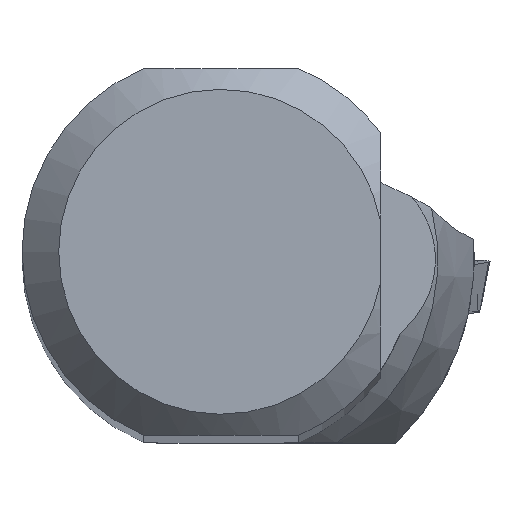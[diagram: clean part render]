
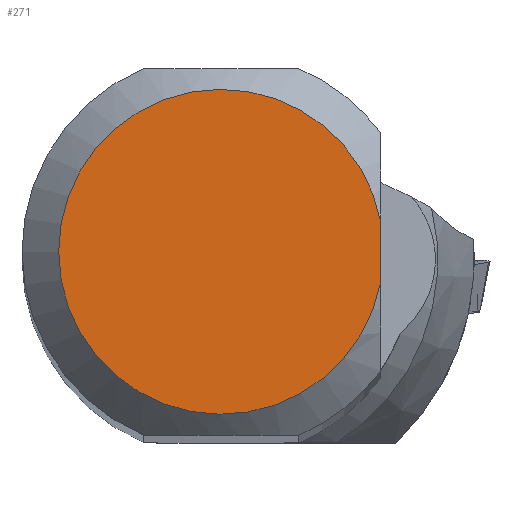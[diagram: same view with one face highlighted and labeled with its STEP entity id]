
A CAD part, top view. The second image highlights one B-rep face of the part: STEP entity #271.
In plain terms, the highlighted planar face has unit normal (0, 0, 1).
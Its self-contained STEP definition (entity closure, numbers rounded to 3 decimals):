
#198=CIRCLE('',#1408,10.191);
#271=ADVANCED_FACE('',(#375),#335,.F.);
#335=PLANE('',#1409);
#375=FACE_OUTER_BOUND('',#445,.T.);
#445=EDGE_LOOP('',(#582,#583));
#582=ORIENTED_EDGE('',*,*,#1064,.F.);
#583=ORIENTED_EDGE('',*,*,#1065,.F.);
#928=VERTEX_POINT('',#2029);
#929=VERTEX_POINT('',#2030);
#1064=EDGE_CURVE('',#928,#929,#1217,.T.);
#1065=EDGE_CURVE('',#929,#928,#198,.T.);
#1217=LINE('',#2028,#1308);
#1308=VECTOR('',#1588,1.);
#1408=AXIS2_PLACEMENT_3D('',#2031,#1589,#1590);
#1409=AXIS2_PLACEMENT_3D('',#2032,#1591,#1592);
#1588=DIRECTION('',(0.,-1.,0.));
#1589=DIRECTION('',(0.,0.,-1.));
#1590=DIRECTION('',(0.,1.,0.));
#1591=DIRECTION('',(0.,0.,-1.));
#1592=DIRECTION('',(0.,1.,0.));
#2028=CARTESIAN_POINT('',(10.009,11.5,0.));
#2029=CARTESIAN_POINT('',(10.009,1.92,0.));
#2030=CARTESIAN_POINT('',(10.009,-1.92,0.));
#2031=CARTESIAN_POINT('',(0.,0.,0.));
#2032=CARTESIAN_POINT('',(0.,0.,0.));
